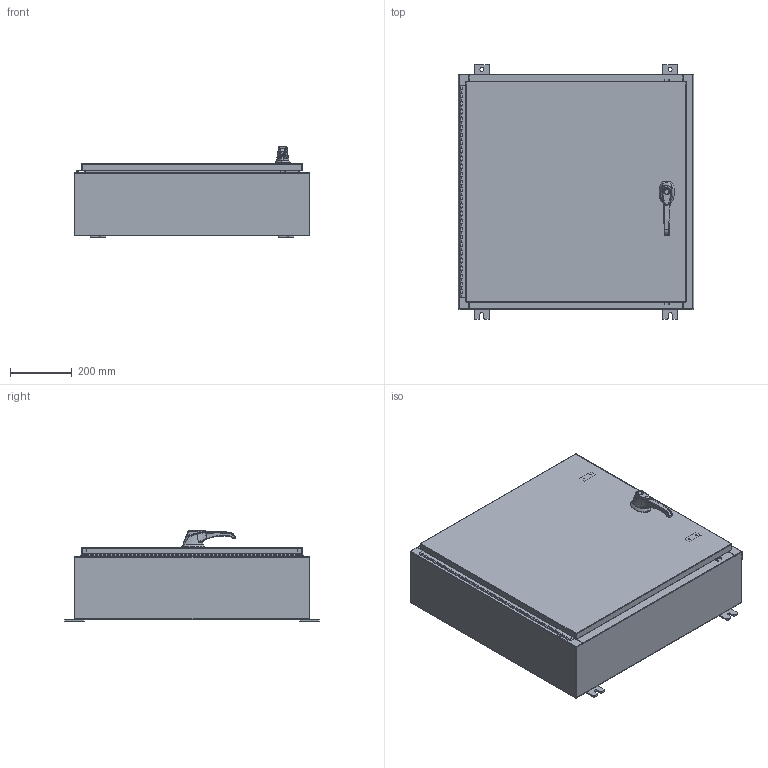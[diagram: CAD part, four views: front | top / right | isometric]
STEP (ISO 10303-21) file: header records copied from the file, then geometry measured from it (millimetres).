
FILE_DESCRIPTION (( 'STEP AP203' ), '1' );
FILE_NAME ('N30H3008SS6WP3PT.STEP', '2014-02-11T14:24:34', ( 'changeme' ), ( 'Microsoft' ), 'SwSTEP 2.0', 'SolidWorks 2013', '' );
FILE_SCHEMA (( 'CONFIG_CONTROL_DESIGN' ));
Length unit declared in the file: inch
Products named in the file (28): N30H3008SS6WP3PT Hinge Cover Side; N30H3008SS6WP3PT Defeater Handle - 3 - 2500-51 ZN; 033060_032151; N30H3008SS6WP3PT 125 Pin Hinge; NMP-SS-RODGUIDES; 297025; N30H3008SS6WP3PT Mounting Feet; N30H3008SS6WP3PT Defeater Handle Rod; 012103_012102; N30H3008SS6WP3PT Enclosure Stiffener; N30H3008SS6WP3PT Cover; 00005309_G26103101; 26161102; N30H3008SS6WP3PT Body; 2616310101; 297026; N30H3008SS6WP3PT Backpanel; N30H3008SS6WP3PT Bottom; 00005310_26163101; 21130102; N30H3008SS6WP3PT Mounting Studs; N30H3008SS6WP3PT Top; 022151; 00005090; N30H3008SS6WP3PT Hinge Enclosure Side2; N30H3008SS6WP3PT; N30H3008SS6WP3PT 263033_Industrilas; g26103103_26163303
Assembly tree (36 placements, depth 4):
  N30H3008SS6WP3PT
    N30H3008SS6WP3PT Backpanel
    N30H3008SS6WP3PT Mounting Studs  x4
    N30H3008SS6WP3PT 125 Pin Hinge
      N30H3008SS6WP3PT Hinge Enclosure Side2
      N30H3008SS6WP3PT Hinge Cover Side
    N30H3008SS6WP3PT Mounting Feet  x4
    N30H3008SS6WP3PT Enclosure Stiffener
    N30H3008SS6WP3PT 263033_Industrilas
      26161102
      297026
      21130102
      00005090
      g26103103_26163303
      033060_032151  x2
      297025
      012103_012102
      00005310_26163101
        00005309_G26103101
        2616310101
      022151
    N30H3008SS6WP3PT Defeater Handle - 3 - 2500-51 ZN
    NMP-SS-RODGUIDES  x2
    N30H3008SS6WP3PT Defeater Handle Rod  x2
    N30H3008SS6WP3PT Cover
    N30H3008SS6WP3PT Body
    N30H3008SS6WP3PT Bottom
    N30H3008SS6WP3PT Top
Bounding box: 762 x 825.5 x 291.97 mm (x, y, z)
Volume: 5442441.6 mm3; surface area: 5287947.8 mm2
Topology: 32 solids, 34 shells, 2614 faces, 6556 edges, 4028 vertices
Faces by surface type: plane 983, cylinder 977, bspline 329, cone 293, torus 32
Entity records: 118273 total; most frequent: CARTESIAN_POINT 59267, ORIENTED_EDGE 12246, DIRECTION 10775, EDGE_CURVE 6124, AXIS2_PLACEMENT_3D 3921, VERTEX_POINT 3766, VECTOR 2933, LINE 2933
